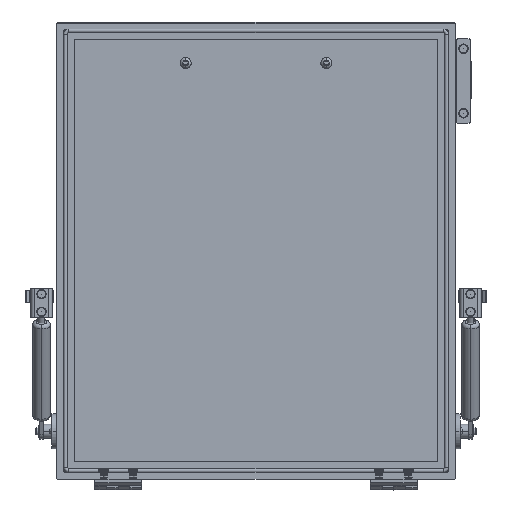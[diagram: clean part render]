
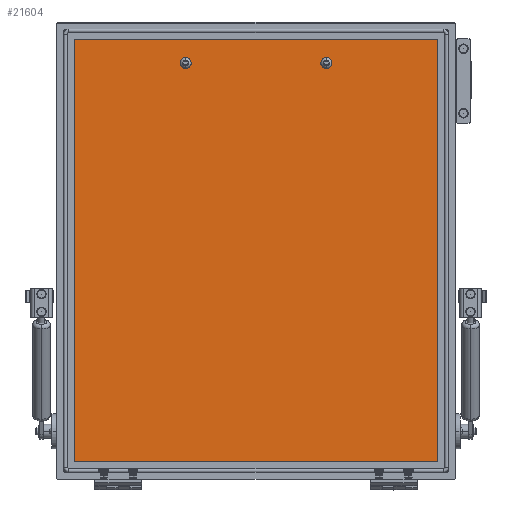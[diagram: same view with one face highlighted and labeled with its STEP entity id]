
A CAD part, front view. The second image highlights one B-rep face of the part: STEP entity #21604.
In plain terms, the highlighted planar face has unit normal (0, -1, 0).
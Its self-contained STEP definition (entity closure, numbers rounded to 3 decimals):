
#25 = FACE_BOUND ( 'NONE', #7556, .T. ) ;
#998 = ORIENTED_EDGE ( 'NONE', *, *, #13739, .F. ) ;
#1164 = CIRCLE ( 'NONE', #19617, 2.75 ) ;
#1184 = AXIS2_PLACEMENT_3D ( 'NONE', #10268, #23077, #27709 ) ;
#1235 = EDGE_CURVE ( 'NONE', #22223, #6994, #8854, .T. ) ;
#1378 = EDGE_CURVE ( 'NONE', #27210, #18149, #2634, .T. ) ;
#1807 = DIRECTION ( 'NONE',  ( 0., -1., 0. ) ) ;
#2559 = CARTESIAN_POINT ( 'NONE',  ( -60., 22.5, 157.25 ) ) ;
#2599 = CARTESIAN_POINT ( 'NONE',  ( -155., 22.5, -180. ) ) ;
#2634 = LINE ( 'NONE', #12688, #26231 ) ;
#3129 = VECTOR ( 'NONE', #17260, 1000. ) ;
#3467 = CARTESIAN_POINT ( 'NONE',  ( -155., 22.5, 180. ) ) ;
#3721 = ORIENTED_EDGE ( 'NONE', *, *, #24298, .T. ) ;
#5687 = CARTESIAN_POINT ( 'NONE',  ( 60., 22.5, 162.75 ) ) ;
#6444 = DIRECTION ( 'NONE',  ( 0., 0., -1. ) ) ;
#6616 = CARTESIAN_POINT ( 'NONE',  ( -60., 22.5, 160. ) ) ;
#6678 = CARTESIAN_POINT ( 'NONE',  ( -155., 22.5, -180. ) ) ;
#6994 = VERTEX_POINT ( 'NONE', #9085 ) ;
#7277 = AXIS2_PLACEMENT_3D ( 'NONE', #15174, #17622, #27857 ) ;
#7556 = EDGE_LOOP ( 'NONE', ( #14474, #8730 ) ) ;
#8109 = CARTESIAN_POINT ( 'NONE',  ( 60., 22.5, 157.25 ) ) ;
#8208 = VERTEX_POINT ( 'NONE', #8109 ) ;
#8730 = ORIENTED_EDGE ( 'NONE', *, *, #1235, .F. ) ;
#8854 = CIRCLE ( 'NONE', #7277, 2.75 ) ;
#9085 = CARTESIAN_POINT ( 'NONE',  ( -60., 22.5, 162.75 ) ) ;
#10268 = CARTESIAN_POINT ( 'NONE',  ( 60., 22.5, 160. ) ) ;
#11614 = LINE ( 'NONE', #6678, #30699 ) ;
#11905 = DIRECTION ( 'NONE',  ( 0., 0., -1. ) ) ;
#12028 = LINE ( 'NONE', #12318, #3129 ) ;
#12318 = CARTESIAN_POINT ( 'NONE',  ( -155., 22.5, 180. ) ) ;
#12393 = VERTEX_POINT ( 'NONE', #2599 ) ;
#12532 = VECTOR ( 'NONE', #6444, 1000. ) ;
#12623 = DIRECTION ( 'NONE',  ( 0., 0., -1. ) ) ;
#12647 = ORIENTED_EDGE ( 'NONE', *, *, #1378, .T. ) ;
#12688 = CARTESIAN_POINT ( 'NONE',  ( 155., 22.5, 180. ) ) ;
#12750 = DIRECTION ( 'NONE',  ( 0., 0., -1. ) ) ;
#13739 = EDGE_CURVE ( 'NONE', #8208, #28832, #1164, .T. ) ;
#14328 = EDGE_LOOP ( 'NONE', ( #3721, #17855, #12647, #30406 ) ) ;
#14387 = CIRCLE ( 'NONE', #1184, 2.75 ) ;
#14474 = ORIENTED_EDGE ( 'NONE', *, *, #30581, .F. ) ;
#14896 = CARTESIAN_POINT ( 'NONE',  ( -155., 22.5, -180. ) ) ;
#15174 = CARTESIAN_POINT ( 'NONE',  ( -60., 22.5, 160. ) ) ;
#16273 = AXIS2_PLACEMENT_3D ( 'NONE', #6616, #19278, #12623 ) ;
#16330 = CARTESIAN_POINT ( 'NONE',  ( 60., 22.5, 160. ) ) ;
#16718 = DIRECTION ( 'NONE',  ( 1., 0., 0. ) ) ;
#17011 = ORIENTED_EDGE ( 'NONE', *, *, #19937, .F. ) ;
#17260 = DIRECTION ( 'NONE',  ( -1., 0., 0. ) ) ;
#17622 = DIRECTION ( 'NONE',  ( 0., -1., 0. ) ) ;
#17686 = FACE_OUTER_BOUND ( 'NONE', #14328, .T. ) ;
#17848 = EDGE_CURVE ( 'NONE', #12393, #27210, #11614, .T. ) ;
#17855 = ORIENTED_EDGE ( 'NONE', *, *, #17848, .T. ) ;
#18149 = VERTEX_POINT ( 'NONE', #23399 ) ;
#19278 = DIRECTION ( 'NONE',  ( 0., -1., 0. ) ) ;
#19612 = CIRCLE ( 'NONE', #16273, 2.75 ) ;
#19617 = AXIS2_PLACEMENT_3D ( 'NONE', #16330, #1807, #11905 ) ;
#19937 = EDGE_CURVE ( 'NONE', #28832, #8208, #14387, .T. ) ;
#20336 = DIRECTION ( 'NONE',  ( 0., -1., 0. ) ) ;
#21476 = VERTEX_POINT ( 'NONE', #24481 ) ;
#21604 = ADVANCED_FACE ( 'NONE', ( #25, #27290, #17686 ), #27756, .T. ) ;
#21871 = DIRECTION ( 'NONE',  ( 0., 0., 1. ) ) ;
#22223 = VERTEX_POINT ( 'NONE', #2559 ) ;
#23077 = DIRECTION ( 'NONE',  ( 0., -1., 0. ) ) ;
#23399 = CARTESIAN_POINT ( 'NONE',  ( 155., 22.5, 180. ) ) ;
#23871 = LINE ( 'NONE', #3467, #12532 ) ;
#24298 = EDGE_CURVE ( 'NONE', #21476, #12393, #23871, .T. ) ;
#24481 = CARTESIAN_POINT ( 'NONE',  ( -155., 22.5, 180. ) ) ;
#26231 = VECTOR ( 'NONE', #21871, 1000. ) ;
#26307 = EDGE_CURVE ( 'NONE', #18149, #21476, #12028, .T. ) ;
#27029 = EDGE_LOOP ( 'NONE', ( #17011, #998 ) ) ;
#27071 = AXIS2_PLACEMENT_3D ( 'NONE', #14896, #20336, #12750 ) ;
#27210 = VERTEX_POINT ( 'NONE', #31518 ) ;
#27290 = FACE_BOUND ( 'NONE', #27029, .T. ) ;
#27709 = DIRECTION ( 'NONE',  ( 0., 0., -1. ) ) ;
#27756 = PLANE ( 'NONE',  #27071 ) ;
#27857 = DIRECTION ( 'NONE',  ( 0., 0., -1. ) ) ;
#28832 = VERTEX_POINT ( 'NONE', #5687 ) ;
#30406 = ORIENTED_EDGE ( 'NONE', *, *, #26307, .T. ) ;
#30581 = EDGE_CURVE ( 'NONE', #6994, #22223, #19612, .T. ) ;
#30699 = VECTOR ( 'NONE', #16718, 1000. ) ;
#31518 = CARTESIAN_POINT ( 'NONE',  ( 155., 22.5, -180. ) ) ;
